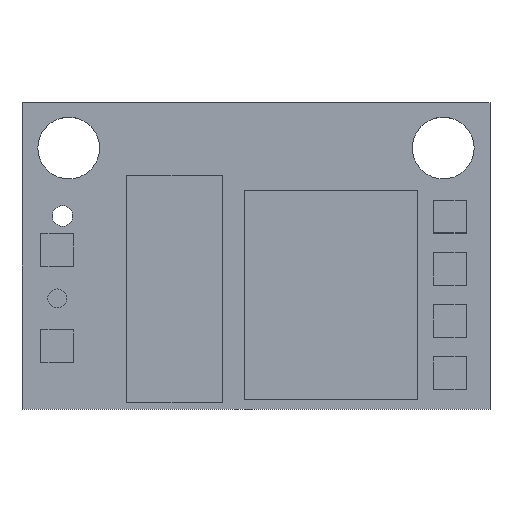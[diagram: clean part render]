
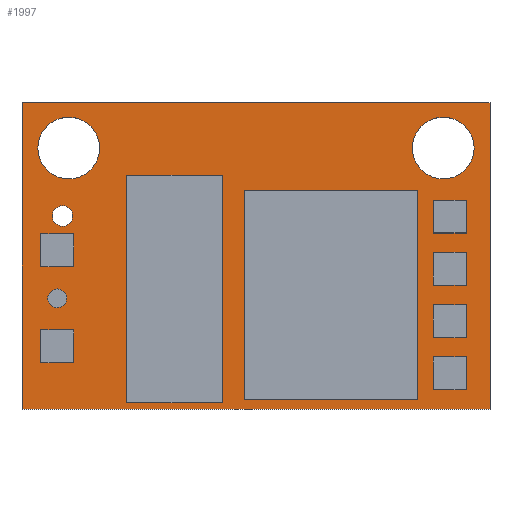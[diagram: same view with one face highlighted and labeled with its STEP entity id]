
A CAD part, top view. The second image highlights one B-rep face of the part: STEP entity #1997.
In plain terms, the highlighted planar face has unit normal (0, 0, 1).
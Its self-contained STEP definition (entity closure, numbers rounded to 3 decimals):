
#99=FACE_BOUND('',#348,.T.);
#100=FACE_BOUND('',#349,.T.);
#101=FACE_BOUND('',#350,.T.);
#102=FACE_BOUND('',#351,.T.);
#103=FACE_BOUND('',#352,.T.);
#104=FACE_BOUND('',#353,.T.);
#105=FACE_BOUND('',#354,.T.);
#106=FACE_BOUND('',#355,.T.);
#107=FACE_BOUND('',#356,.T.);
#108=FACE_BOUND('',#357,.T.);
#109=FACE_BOUND('',#358,.T.);
#110=FACE_BOUND('',#359,.T.);
#111=FACE_BOUND('',#360,.T.);
#112=FACE_BOUND('',#361,.T.);
#113=FACE_BOUND('',#362,.T.);
#114=FACE_BOUND('',#363,.T.);
#115=FACE_BOUND('',#364,.T.);
#116=FACE_BOUND('',#365,.T.);
#117=FACE_BOUND('',#366,.T.);
#118=FACE_BOUND('',#367,.T.);
#119=FACE_BOUND('',#368,.T.);
#145=PLANE('',#2240);
#246=FACE_OUTER_BOUND('',#347,.T.);
#347=EDGE_LOOP('',(#1458,#1459,#1460,#1461));
#348=EDGE_LOOP('',(#1462));
#349=EDGE_LOOP('',(#1463));
#350=EDGE_LOOP('',(#1464));
#351=EDGE_LOOP('',(#1465));
#352=EDGE_LOOP('',(#1466));
#353=EDGE_LOOP('',(#1467));
#354=EDGE_LOOP('',(#1468));
#355=EDGE_LOOP('',(#1469));
#356=EDGE_LOOP('',(#1470));
#357=EDGE_LOOP('',(#1471));
#358=EDGE_LOOP('',(#1472));
#359=EDGE_LOOP('',(#1473));
#360=EDGE_LOOP('',(#1474));
#361=EDGE_LOOP('',(#1475));
#362=EDGE_LOOP('',(#1476));
#363=EDGE_LOOP('',(#1477));
#364=EDGE_LOOP('',(#1478));
#365=EDGE_LOOP('',(#1479));
#366=EDGE_LOOP('',(#1480));
#367=EDGE_LOOP('',(#1481));
#368=EDGE_LOOP('',(#1482));
#488=LINE('',#3026,#701);
#491=LINE('',#3032,#704);
#494=LINE('',#3038,#707);
#497=LINE('',#3042,#710);
#701=VECTOR('',#2496,10.);
#704=VECTOR('',#2501,10.);
#707=VECTOR('',#2506,10.);
#710=VECTOR('',#2511,10.);
#892=CIRCLE('',#2175,0.25);
#894=CIRCLE('',#2178,0.407);
#896=CIRCLE('',#2181,0.407);
#898=CIRCLE('',#2184,0.407);
#900=CIRCLE('',#2187,0.5);
#902=CIRCLE('',#2190,0.457);
#904=CIRCLE('',#2193,0.457);
#906=CIRCLE('',#2196,0.457);
#908=CIRCLE('',#2199,0.457);
#910=CIRCLE('',#2202,0.5);
#912=CIRCLE('',#2205,0.457);
#914=CIRCLE('',#2208,0.457);
#916=CIRCLE('',#2211,0.457);
#918=CIRCLE('',#2214,0.407);
#920=CIRCLE('',#2217,0.407);
#922=CIRCLE('',#2220,0.407);
#924=CIRCLE('',#2223,0.407);
#926=CIRCLE('',#2226,0.407);
#928=CIRCLE('',#2229,0.25);
#929=CIRCLE('',#2231,1.5);
#931=CIRCLE('',#2234,1.5);
#934=VERTEX_POINT('',#2896);
#936=VERTEX_POINT('',#2902);
#938=VERTEX_POINT('',#2908);
#940=VERTEX_POINT('',#2914);
#942=VERTEX_POINT('',#2920);
#944=VERTEX_POINT('',#2926);
#946=VERTEX_POINT('',#2932);
#948=VERTEX_POINT('',#2938);
#950=VERTEX_POINT('',#2944);
#952=VERTEX_POINT('',#2950);
#954=VERTEX_POINT('',#2956);
#956=VERTEX_POINT('',#2962);
#958=VERTEX_POINT('',#2968);
#960=VERTEX_POINT('',#2974);
#962=VERTEX_POINT('',#2980);
#964=VERTEX_POINT('',#2986);
#966=VERTEX_POINT('',#2992);
#968=VERTEX_POINT('',#2998);
#970=VERTEX_POINT('',#3004);
#971=VERTEX_POINT('',#3008);
#973=VERTEX_POINT('',#3014);
#977=VERTEX_POINT('',#3023);
#978=VERTEX_POINT('',#3025);
#980=VERTEX_POINT('',#3031);
#982=VERTEX_POINT('',#3037);
#1105=EDGE_CURVE('',#934,#934,#892,.T.);
#1108=EDGE_CURVE('',#936,#936,#894,.T.);
#1111=EDGE_CURVE('',#938,#938,#896,.T.);
#1114=EDGE_CURVE('',#940,#940,#898,.T.);
#1117=EDGE_CURVE('',#942,#942,#900,.T.);
#1120=EDGE_CURVE('',#944,#944,#902,.T.);
#1123=EDGE_CURVE('',#946,#946,#904,.T.);
#1126=EDGE_CURVE('',#948,#948,#906,.T.);
#1129=EDGE_CURVE('',#950,#950,#908,.T.);
#1132=EDGE_CURVE('',#952,#952,#910,.T.);
#1135=EDGE_CURVE('',#954,#954,#912,.T.);
#1138=EDGE_CURVE('',#956,#956,#914,.T.);
#1141=EDGE_CURVE('',#958,#958,#916,.T.);
#1144=EDGE_CURVE('',#960,#960,#918,.T.);
#1147=EDGE_CURVE('',#962,#962,#920,.T.);
#1150=EDGE_CURVE('',#964,#964,#922,.T.);
#1153=EDGE_CURVE('',#966,#966,#924,.T.);
#1156=EDGE_CURVE('',#968,#968,#926,.T.);
#1159=EDGE_CURVE('',#970,#970,#928,.T.);
#1160=EDGE_CURVE('',#971,#971,#929,.T.);
#1163=EDGE_CURVE('',#973,#973,#931,.T.);
#1168=EDGE_CURVE('',#978,#977,#488,.T.);
#1171=EDGE_CURVE('',#980,#978,#491,.T.);
#1174=EDGE_CURVE('',#982,#980,#494,.T.);
#1177=EDGE_CURVE('',#977,#982,#497,.T.);
#1458=ORIENTED_EDGE('',*,*,#1177,.T.);
#1459=ORIENTED_EDGE('',*,*,#1174,.T.);
#1460=ORIENTED_EDGE('',*,*,#1171,.T.);
#1461=ORIENTED_EDGE('',*,*,#1168,.T.);
#1462=ORIENTED_EDGE('',*,*,#1105,.T.);
#1463=ORIENTED_EDGE('',*,*,#1108,.T.);
#1464=ORIENTED_EDGE('',*,*,#1111,.T.);
#1465=ORIENTED_EDGE('',*,*,#1114,.T.);
#1466=ORIENTED_EDGE('',*,*,#1117,.T.);
#1467=ORIENTED_EDGE('',*,*,#1120,.T.);
#1468=ORIENTED_EDGE('',*,*,#1123,.T.);
#1469=ORIENTED_EDGE('',*,*,#1126,.T.);
#1470=ORIENTED_EDGE('',*,*,#1129,.T.);
#1471=ORIENTED_EDGE('',*,*,#1132,.T.);
#1472=ORIENTED_EDGE('',*,*,#1135,.T.);
#1473=ORIENTED_EDGE('',*,*,#1138,.T.);
#1474=ORIENTED_EDGE('',*,*,#1141,.T.);
#1475=ORIENTED_EDGE('',*,*,#1144,.T.);
#1476=ORIENTED_EDGE('',*,*,#1147,.T.);
#1477=ORIENTED_EDGE('',*,*,#1150,.T.);
#1478=ORIENTED_EDGE('',*,*,#1153,.T.);
#1479=ORIENTED_EDGE('',*,*,#1156,.T.);
#1480=ORIENTED_EDGE('',*,*,#1159,.T.);
#1481=ORIENTED_EDGE('',*,*,#1163,.T.);
#1482=ORIENTED_EDGE('',*,*,#1160,.T.);
#1997=ADVANCED_FACE('',(#246,#99,#100,#101,#102,#103,#104,#105,#106,#107,
#108,#109,#110,#111,#112,#113,#114,#115,#116,#117,#118,#119),#145,.T.);
#2175=AXIS2_PLACEMENT_3D('',#2898,#2350,#2351);
#2178=AXIS2_PLACEMENT_3D('',#2904,#2357,#2358);
#2181=AXIS2_PLACEMENT_3D('',#2910,#2364,#2365);
#2184=AXIS2_PLACEMENT_3D('',#2916,#2371,#2372);
#2187=AXIS2_PLACEMENT_3D('',#2922,#2378,#2379);
#2190=AXIS2_PLACEMENT_3D('',#2928,#2385,#2386);
#2193=AXIS2_PLACEMENT_3D('',#2934,#2392,#2393);
#2196=AXIS2_PLACEMENT_3D('',#2940,#2399,#2400);
#2199=AXIS2_PLACEMENT_3D('',#2946,#2406,#2407);
#2202=AXIS2_PLACEMENT_3D('',#2952,#2413,#2414);
#2205=AXIS2_PLACEMENT_3D('',#2958,#2420,#2421);
#2208=AXIS2_PLACEMENT_3D('',#2964,#2427,#2428);
#2211=AXIS2_PLACEMENT_3D('',#2970,#2434,#2435);
#2214=AXIS2_PLACEMENT_3D('',#2976,#2441,#2442);
#2217=AXIS2_PLACEMENT_3D('',#2982,#2448,#2449);
#2220=AXIS2_PLACEMENT_3D('',#2988,#2455,#2456);
#2223=AXIS2_PLACEMENT_3D('',#2994,#2462,#2463);
#2226=AXIS2_PLACEMENT_3D('',#3000,#2469,#2470);
#2229=AXIS2_PLACEMENT_3D('',#3006,#2476,#2477);
#2231=AXIS2_PLACEMENT_3D('',#3009,#2480,#2481);
#2234=AXIS2_PLACEMENT_3D('',#3015,#2487,#2488);
#2240=AXIS2_PLACEMENT_3D('',#3043,#2512,#2513);
#2350=DIRECTION('center_axis',(0.,0.,-1.));
#2351=DIRECTION('ref_axis',(1.,0.,0.));
#2357=DIRECTION('center_axis',(0.,0.,-1.));
#2358=DIRECTION('ref_axis',(1.,0.,0.));
#2364=DIRECTION('center_axis',(0.,0.,-1.));
#2365=DIRECTION('ref_axis',(1.,0.,0.));
#2371=DIRECTION('center_axis',(0.,0.,-1.));
#2372=DIRECTION('ref_axis',(1.,0.,0.));
#2378=DIRECTION('center_axis',(0.,0.,-1.));
#2379=DIRECTION('ref_axis',(1.,0.,0.));
#2385=DIRECTION('center_axis',(0.,0.,-1.));
#2386=DIRECTION('ref_axis',(1.,0.,0.));
#2392=DIRECTION('center_axis',(0.,0.,-1.));
#2393=DIRECTION('ref_axis',(1.,0.,0.));
#2399=DIRECTION('center_axis',(0.,0.,-1.));
#2400=DIRECTION('ref_axis',(-1.,0.,0.));
#2406=DIRECTION('center_axis',(0.,0.,-1.));
#2407=DIRECTION('ref_axis',(1.,0.,0.));
#2413=DIRECTION('center_axis',(0.,0.,-1.));
#2414=DIRECTION('ref_axis',(1.,0.,0.));
#2420=DIRECTION('center_axis',(0.,0.,-1.));
#2421=DIRECTION('ref_axis',(1.,0.,0.));
#2427=DIRECTION('center_axis',(0.,0.,-1.));
#2428=DIRECTION('ref_axis',(1.,0.,0.));
#2434=DIRECTION('center_axis',(0.,0.,-1.));
#2435=DIRECTION('ref_axis',(1.,0.,0.));
#2441=DIRECTION('center_axis',(0.,0.,-1.));
#2442=DIRECTION('ref_axis',(1.,0.,0.));
#2448=DIRECTION('center_axis',(0.,0.,-1.));
#2449=DIRECTION('ref_axis',(1.,0.,0.));
#2455=DIRECTION('center_axis',(0.,0.,-1.));
#2456=DIRECTION('ref_axis',(1.,0.,0.));
#2462=DIRECTION('center_axis',(0.,0.,-1.));
#2463=DIRECTION('ref_axis',(1.,0.,0.));
#2469=DIRECTION('center_axis',(0.,0.,-1.));
#2470=DIRECTION('ref_axis',(1.,0.,0.));
#2476=DIRECTION('center_axis',(0.,0.,-1.));
#2477=DIRECTION('ref_axis',(1.,0.,0.));
#2480=DIRECTION('center_axis',(0.,0.,-1.));
#2481=DIRECTION('ref_axis',(1.,0.,0.));
#2487=DIRECTION('center_axis',(0.,0.,-1.));
#2488=DIRECTION('ref_axis',(1.,0.,0.));
#2496=DIRECTION('',(-1.,0.,0.));
#2501=DIRECTION('',(0.,1.,0.));
#2506=DIRECTION('',(1.,0.,0.));
#2511=DIRECTION('',(0.,-1.,0.));
#2512=DIRECTION('center_axis',(0.,0.,1.));
#2513=DIRECTION('ref_axis',(1.,0.,0.));
#2896=CARTESIAN_POINT('',(7.197,3.402,1.57));
#2898=CARTESIAN_POINT('Origin',(7.447,3.402,1.57));
#2902=CARTESIAN_POINT('',(18.457,4.291,1.57));
#2904=CARTESIAN_POINT('Origin',(18.863,4.291,1.57));
#2908=CARTESIAN_POINT('',(10.837,4.291,1.57));
#2910=CARTESIAN_POINT('Origin',(11.243,4.291,1.57));
#2914=CARTESIAN_POINT('',(18.457,6.831,1.57));
#2916=CARTESIAN_POINT('Origin',(18.863,6.831,1.57));
#2920=CARTESIAN_POINT('',(14.574,9.901,1.57));
#2922=CARTESIAN_POINT('Origin',(15.074,9.901,1.57));
#2926=CARTESIAN_POINT('',(20.365,6.831,1.57));
#2928=CARTESIAN_POINT('Origin',(20.822,6.831,1.57));
#2932=CARTESIAN_POINT('',(20.365,4.291,1.57));
#2934=CARTESIAN_POINT('Origin',(20.822,4.291,1.57));
#2938=CARTESIAN_POINT('',(2.2,5.399,1.57));
#2940=CARTESIAN_POINT('Origin',(1.743,5.399,1.57));
#2944=CARTESIAN_POINT('',(1.286,7.739,1.57));
#2946=CARTESIAN_POINT('Origin',(1.743,7.739,1.57));
#2950=CARTESIAN_POINT('',(1.5,9.4,1.57));
#2952=CARTESIAN_POINT('Origin',(2.,9.4,1.57));
#2956=CARTESIAN_POINT('',(1.286,3.059,1.57));
#2958=CARTESIAN_POINT('Origin',(1.743,3.059,1.57));
#2962=CARTESIAN_POINT('',(20.365,9.371,1.57));
#2964=CARTESIAN_POINT('Origin',(20.822,9.371,1.57));
#2968=CARTESIAN_POINT('',(20.365,1.751,1.57));
#2970=CARTESIAN_POINT('Origin',(20.822,1.751,1.57));
#2974=CARTESIAN_POINT('',(10.837,9.371,1.57));
#2976=CARTESIAN_POINT('Origin',(11.243,9.371,1.57));
#2980=CARTESIAN_POINT('',(10.837,6.831,1.57));
#2982=CARTESIAN_POINT('Origin',(11.243,6.831,1.57));
#2986=CARTESIAN_POINT('',(18.457,9.371,1.57));
#2988=CARTESIAN_POINT('Origin',(18.863,9.371,1.57));
#2992=CARTESIAN_POINT('',(10.837,1.751,1.57));
#2994=CARTESIAN_POINT('Origin',(11.243,1.751,1.57));
#2998=CARTESIAN_POINT('',(18.457,1.751,1.57));
#3000=CARTESIAN_POINT('Origin',(18.863,1.751,1.57));
#3004=CARTESIAN_POINT('',(7.197,8.282,1.57));
#3006=CARTESIAN_POINT('Origin',(7.447,8.282,1.57));
#3008=CARTESIAN_POINT('',(19.,12.7,1.57));
#3009=CARTESIAN_POINT('Origin',(20.5,12.7,1.57));
#3014=CARTESIAN_POINT('',(0.8,12.7,1.57));
#3015=CARTESIAN_POINT('Origin',(2.3,12.7,1.57));
#3023=CARTESIAN_POINT('',(0.03,14.913,1.57));
#3025=CARTESIAN_POINT('',(22.772,14.913,1.57));
#3026=CARTESIAN_POINT('',(22.772,14.913,1.57));
#3031=CARTESIAN_POINT('',(22.772,0.,1.57));
#3032=CARTESIAN_POINT('',(22.772,0.,1.57));
#3037=CARTESIAN_POINT('',(0.03,0.,1.57));
#3038=CARTESIAN_POINT('',(0.03,0.,1.57));
#3042=CARTESIAN_POINT('',(0.03,14.913,1.57));
#3043=CARTESIAN_POINT('Origin',(11.401,7.457,1.57));
